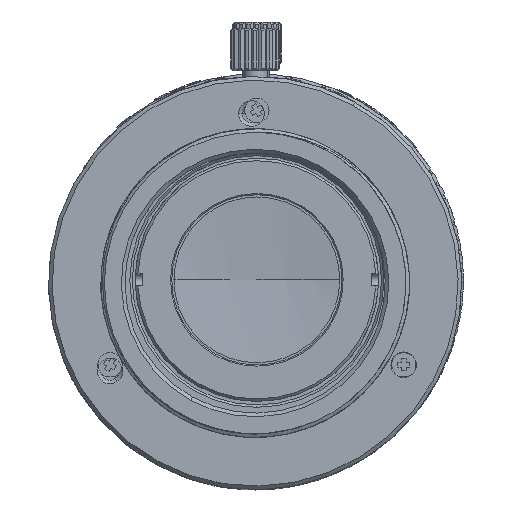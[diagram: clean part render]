
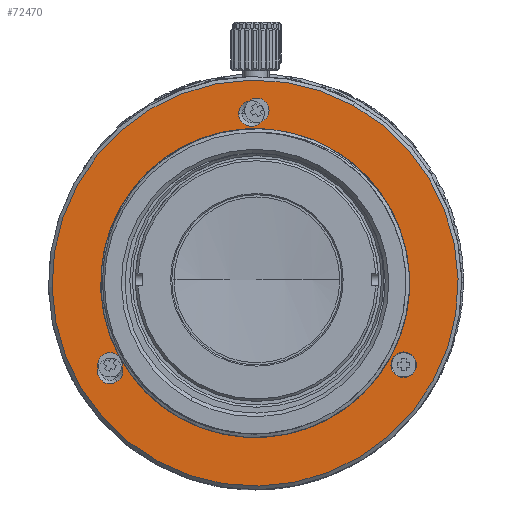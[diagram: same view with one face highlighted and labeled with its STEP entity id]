
A CAD part, top view. The second image highlights one B-rep face of the part: STEP entity #72470.
In plain terms, the highlighted face is planar.
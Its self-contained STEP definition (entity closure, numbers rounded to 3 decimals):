
#70460=CARTESIAN_POINT('',(0.,0.,
-5.035));
#70461=DIRECTION('',(0.,0.,1.));
#70462=DIRECTION('',(-1.,0.,0.));
#70463=AXIS2_PLACEMENT_3D('',#70460,#70461,#70462);
#70468=CARTESIAN_POINT('',(0.,0.,
-5.035));
#70469=DIRECTION('',(0.,0.,1.));
#70470=DIRECTION('',(0.,-1.,0.));
#70471=AXIS2_PLACEMENT_3D('',#70468,#70469,#70470);
#70476=CARTESIAN_POINT('',(0.,0.,
-5.035));
#70477=DIRECTION('',(0.,0.,1.));
#70478=DIRECTION('',(1.,0.,0.));
#70479=AXIS2_PLACEMENT_3D('',#70476,#70477,#70478);
#70484=CARTESIAN_POINT('',(0.,0.,
-5.035));
#70485=DIRECTION('',(0.,0.,1.));
#70486=DIRECTION('',(0.,1.,0.));
#70487=AXIS2_PLACEMENT_3D('',#70484,#70485,#70486);
#70492=CARTESIAN_POINT('',(0.,0.,-5.035));
#70493=DIRECTION('',(0.,0.,-1.));
#70494=DIRECTION('',(0.,1.,0.));
#70495=AXIS2_PLACEMENT_3D('',#70492,#70493,#70494);
#70500=CARTESIAN_POINT('',(0.,0.,-5.035));
#70501=DIRECTION('',(0.,0.,-1.));
#70502=DIRECTION('',(0.,-1.,0.));
#70503=AXIS2_PLACEMENT_3D('',#70500,#70501,#70502);
#70508=CARTESIAN_POINT('',(0.,13.95,-5.035));
#70509=DIRECTION('',(0.,0.,-1.));
#70510=DIRECTION('',(-1.,0.,0.));
#70511=AXIS2_PLACEMENT_3D('',#70508,#70509,#70510);
#70516=CARTESIAN_POINT('',(0.,13.95,-5.035));
#70517=DIRECTION('',(0.,0.,-1.));
#70518=DIRECTION('',(1.,0.,0.));
#70519=AXIS2_PLACEMENT_3D('',#70516,#70517,#70518);
#70524=CARTESIAN_POINT('',(12.081,-6.975,-5.035));
#70525=DIRECTION('',(0.,0.,-1.));
#70526=DIRECTION('',(0.5,0.866,0.));
#70527=AXIS2_PLACEMENT_3D('',#70524,#70525,#70526);
#70532=CARTESIAN_POINT('',(12.081,-6.975,-5.035));
#70533=DIRECTION('',(0.,0.,-1.));
#70534=DIRECTION('',(-0.5,-0.866,0.));
#70535=AXIS2_PLACEMENT_3D('',#70532,#70533,#70534);
#70540=CARTESIAN_POINT('',(-12.081,-6.975,-5.035));
#70541=DIRECTION('',(0.,0.,-1.));
#70542=DIRECTION('',(0.5,-0.866,0.));
#70543=AXIS2_PLACEMENT_3D('',#70540,#70541,#70542);
#70548=CARTESIAN_POINT('',(-12.081,-6.975,-5.035));
#70549=DIRECTION('',(0.,0.,-1.));
#70550=DIRECTION('',(-0.5,0.866,0.));
#70551=AXIS2_PLACEMENT_3D('',#70548,#70549,#70550);
#71228=CARTESIAN_POINT('',(0.,12.2,-5.035));
#71229=VERTEX_POINT('',#71228);
#71230=CARTESIAN_POINT('',(0.,-12.2,-5.035));
#71231=VERTEX_POINT('',#71230);
#71232=CARTESIAN_POINT('',(-16.7,0.,
-5.035));
#71233=CARTESIAN_POINT('',(0.,-16.7,
-5.035));
#71234=VERTEX_POINT('',#71232);
#71235=VERTEX_POINT('',#71233);
#71236=CARTESIAN_POINT('',(16.7,0.,
-5.035));
#71237=VERTEX_POINT('',#71236);
#71238=CARTESIAN_POINT('',(0.,16.7,
-5.035));
#71239=VERTEX_POINT('',#71238);
#71240=CARTESIAN_POINT('',(-1.05,13.95,-5.035));
#71241=CARTESIAN_POINT('',(1.05,13.95,-5.035));
#71242=VERTEX_POINT('',#71240);
#71243=VERTEX_POINT('',#71241);
#71244=CARTESIAN_POINT('',(12.606,-6.066,-5.035));
#71245=CARTESIAN_POINT('',(11.556,-7.884,-5.035));
#71246=VERTEX_POINT('',#71244);
#71247=VERTEX_POINT('',#71245);
#71248=CARTESIAN_POINT('',(-11.556,-7.884,-5.035));
#71249=CARTESIAN_POINT('',(-12.606,-6.066,-5.035));
#71250=VERTEX_POINT('',#71248);
#71251=VERTEX_POINT('',#71249);
#72433=CARTESIAN_POINT('',(0.,0.,-5.035));
#72434=DIRECTION('',(0.,0.,1.));
#72435=DIRECTION('',(1.,0.,0.));
#72436=AXIS2_PLACEMENT_3D('',#72433,#72434,#72435);
#72437=PLANE('',#72436);
#72439=ORIENTED_EDGE('',*,*,#72438,.T.);
#72441=ORIENTED_EDGE('',*,*,#72440,.T.);
#72443=ORIENTED_EDGE('',*,*,#72442,.T.);
#72445=ORIENTED_EDGE('',*,*,#72444,.T.);
#72446=EDGE_LOOP('',(#72439,#72441,#72443,#72445));
#72447=FACE_OUTER_BOUND('',#72446,.F.);
#72448=ORIENTED_EDGE('',*,*,#72428,.T.);
#72449=ORIENTED_EDGE('',*,*,#72412,.T.);
#72450=EDGE_LOOP('',(#72448,#72449));
#72451=FACE_BOUND('',#72450,.F.);
#72453=ORIENTED_EDGE('',*,*,#72452,.T.);
#72455=ORIENTED_EDGE('',*,*,#72454,.T.);
#72456=EDGE_LOOP('',(#72453,#72455));
#72457=FACE_BOUND('',#72456,.F.);
#72459=ORIENTED_EDGE('',*,*,#72458,.T.);
#72461=ORIENTED_EDGE('',*,*,#72460,.T.);
#72462=EDGE_LOOP('',(#72459,#72461));
#72463=FACE_BOUND('',#72462,.F.);
#72465=ORIENTED_EDGE('',*,*,#72464,.T.);
#72467=ORIENTED_EDGE('',*,*,#72466,.T.);
#72468=EDGE_LOOP('',(#72465,#72467));
#72469=FACE_BOUND('',#72468,.F.);
#70464=CIRCLE('',#70463,16.7);
#70472=CIRCLE('',#70471,16.7);
#70480=CIRCLE('',#70479,16.7);
#70488=CIRCLE('',#70487,16.7);
#70496=CIRCLE('',#70495,12.2);
#70504=CIRCLE('',#70503,12.2);
#70512=CIRCLE('',#70511,1.05);
#70520=CIRCLE('',#70519,1.05);
#70528=CIRCLE('',#70527,1.05);
#70536=CIRCLE('',#70535,1.05);
#70544=CIRCLE('',#70543,1.05);
#70552=CIRCLE('',#70551,1.05);
#72412=EDGE_CURVE('',#71231,#71229,#70504,.T.);
#72428=EDGE_CURVE('',#71229,#71231,#70496,.T.);
#72438=EDGE_CURVE('',#71234,#71235,#70464,.T.);
#72440=EDGE_CURVE('',#71235,#71237,#70472,.T.);
#72442=EDGE_CURVE('',#71237,#71239,#70480,.T.);
#72444=EDGE_CURVE('',#71239,#71234,#70488,.T.);
#72452=EDGE_CURVE('',#71242,#71243,#70512,.T.);
#72454=EDGE_CURVE('',#71243,#71242,#70520,.T.);
#72458=EDGE_CURVE('',#71246,#71247,#70528,.T.);
#72460=EDGE_CURVE('',#71247,#71246,#70536,.T.);
#72464=EDGE_CURVE('',#71250,#71251,#70544,.T.);
#72466=EDGE_CURVE('',#71251,#71250,#70552,.T.);
#72470=ADVANCED_FACE('',(#72447,#72451,#72457,#72463,#72469),#72437,.F.);
